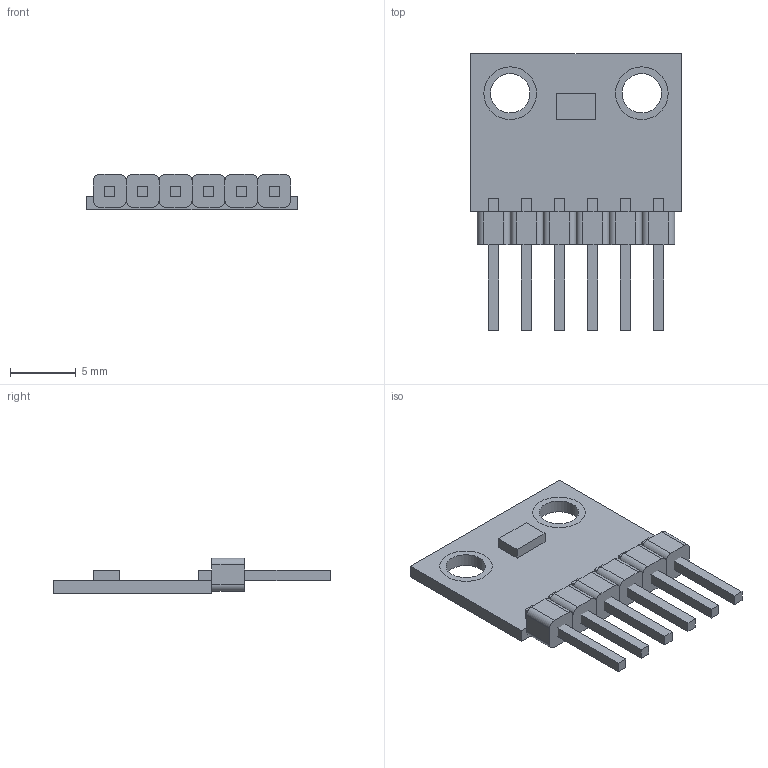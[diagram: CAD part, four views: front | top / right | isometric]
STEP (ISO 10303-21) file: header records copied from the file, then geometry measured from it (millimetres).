
FILE_DESCRIPTION(('FreeCAD Model'),'2;1');
FILE_NAME('Open CASCADE Shape Model','2022-03-06T22:43:22',('Author'),( ''),'Open CASCADE STEP processor 7.5','FreeCAD','Unknown');
FILE_SCHEMA(('AUTOMOTIVE_DESIGN { 1 0 10303 214 1 1 1 1 }'));
Length unit declared in the file: millimetre
Products named in the file (7): Part; Cut; Krychle001; Tube; Tube001; Fusion001; Fusion002
Assembly tree (6 placements, depth 2):
  Part
    Cut
    Krychle001
    Tube
    Tube001
    Fusion001
    Fusion002
Bounding box: 16 x 21 x 2.7 mm (x, y, z)
Volume: 311.6 mm3; surface area: 872.6 mm2
Topology: 11 solids, 11 shells, 108 faces, 238 edges, 152 vertices
Faces by surface type: plane 78, cylinder 30
Full cylindrical faces by diameter (mm): 3 x2, 4 x4
Entity records: 6324 total; most frequent: CARTESIAN_POINT 1135, DIRECTION 970, LINE 584, VECTOR 584, ORIENTED_EDGE 476, PCURVE 476, DEFINITIONAL_REPRESENTATION 476, EDGE_CURVE 238
